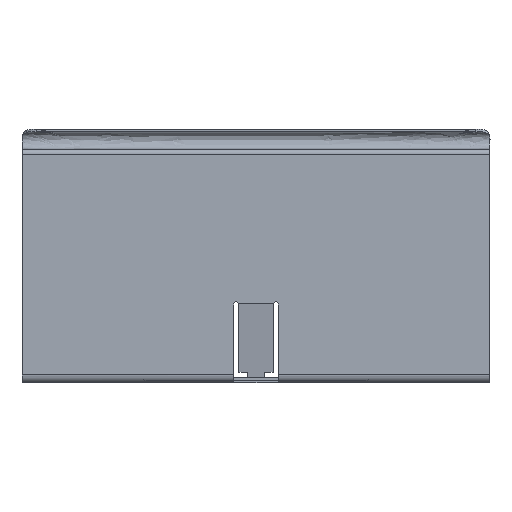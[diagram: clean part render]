
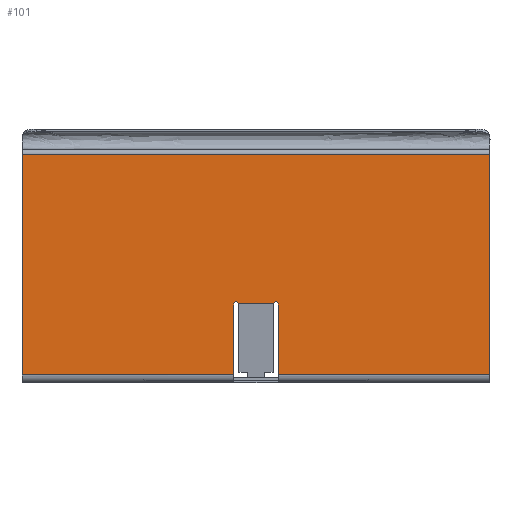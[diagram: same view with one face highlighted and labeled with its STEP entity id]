
A CAD part, front view. The second image highlights one B-rep face of the part: STEP entity #101.
In plain terms, the highlighted planar face has unit normal (0, -1, 0).
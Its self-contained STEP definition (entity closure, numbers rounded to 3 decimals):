
#101=ADVANCED_FACE('',(#287),#2820,.T.);
#287=FACE_OUTER_BOUND('',#473,.T.);
#473=EDGE_LOOP('',(#959,#960,#961,#962,#963,#964,#965,#966,#967,#968,#969,
#970,#971,#972));
#959=ORIENTED_EDGE('',*,*,#1695,.T.);
#960=ORIENTED_EDGE('',*,*,#1696,.T.);
#961=ORIENTED_EDGE('',*,*,#1697,.T.);
#962=ORIENTED_EDGE('',*,*,#1738,.T.);
#963=ORIENTED_EDGE('',*,*,#1698,.T.);
#964=ORIENTED_EDGE('',*,*,#1699,.T.);
#965=ORIENTED_EDGE('',*,*,#1700,.T.);
#966=ORIENTED_EDGE('',*,*,#1701,.T.);
#967=ORIENTED_EDGE('',*,*,#1692,.F.);
#968=ORIENTED_EDGE('',*,*,#1690,.F.);
#969=ORIENTED_EDGE('',*,*,#1702,.T.);
#970=ORIENTED_EDGE('',*,*,#1785,.T.);
#971=ORIENTED_EDGE('',*,*,#1789,.T.);
#972=ORIENTED_EDGE('',*,*,#1703,.T.);
#1690=EDGE_CURVE('',#2540,#2539,#2352,.T.);
#1692=EDGE_CURVE('',#2539,#2542,#2063,.T.);
#1695=EDGE_CURVE('',#2544,#2545,#2066,.T.);
#1696=EDGE_CURVE('',#2545,#2546,#2067,.T.);
#1697=EDGE_CURVE('',#2546,#2547,#2353,.T.);
#1698=EDGE_CURVE('',#2548,#2549,#2068,.T.);
#1699=EDGE_CURVE('',#2549,#2550,#2069,.T.);
#1700=EDGE_CURVE('',#2550,#2551,#2070,.T.);
#1701=EDGE_CURVE('',#2551,#2542,#2071,.T.);
#1702=EDGE_CURVE('',#2540,#2552,#2072,.T.);
#1703=EDGE_CURVE('',#2554,#2544,#2073,.T.);
#1738=EDGE_CURVE('',#2547,#2548,#2359,.T.);
#1785=EDGE_CURVE('',#2552,#2553,#2376,.T.);
#1789=EDGE_CURVE('',#2553,#2554,#2380,.T.);
#2063=B_SPLINE_CURVE_WITH_KNOTS('',1,(#5242,#5243),.UNSPECIFIED.,.F.,.F.,
(2,2),(-94.3,0.),.UNSPECIFIED.);
#2066=B_SPLINE_CURVE_WITH_KNOTS('',1,(#5248,#5249),.UNSPECIFIED.,.F.,.F.,
(2,2),(0.,15.),.UNSPECIFIED.);
#2067=B_SPLINE_CURVE_WITH_KNOTS('',1,(#5250,#5251),.UNSPECIFIED.,.F.,.F.,
(2,2),(0.,0.068),.UNSPECIFIED.);
#2068=B_SPLINE_CURVE_WITH_KNOTS('',1,(#5255,#5256),.UNSPECIFIED.,.F.,.F.,
(2,2),(-30.337,0.),.UNSPECIFIED.);
#2069=B_SPLINE_CURVE_WITH_KNOTS('',1,(#5257,#5258),.UNSPECIFIED.,.F.,.F.,
(2,2),(-90.5,0.),.UNSPECIFIED.);
#2070=B_SPLINE_CURVE_WITH_KNOTS('',1,(#5259,#5260),.UNSPECIFIED.,.F.,.F.,
(2,2),(-94.3,0.),.UNSPECIFIED.);
#2071=B_SPLINE_CURVE_WITH_KNOTS('',1,(#5261,#5262),.UNSPECIFIED.,.F.,.F.,
(2,2),(-200.,0.),.UNSPECIFIED.);
#2072=B_SPLINE_CURVE_WITH_KNOTS('',1,(#5263,#5264),.UNSPECIFIED.,.F.,.F.,
(2,2),(-30.337,0.),.UNSPECIFIED.);
#2073=B_SPLINE_CURVE_WITH_KNOTS('',1,(#5265,#5266),.UNSPECIFIED.,.F.,.F.,
(2,2),(0.,0.068),.UNSPECIFIED.);
#2352=(
BOUNDED_CURVE()
B_SPLINE_CURVE(1,(#5238,#5239),.UNSPECIFIED.,.F.,.F.)
B_SPLINE_CURVE_WITH_KNOTS((2,2),(0.,90.5),.UNSPECIFIED.)
CURVE()
GEOMETRIC_REPRESENTATION_ITEM()
RATIONAL_B_SPLINE_CURVE((1.,1.))
REPRESENTATION_ITEM('')
);
#2353=(
BOUNDED_CURVE()
B_SPLINE_CURVE(2,(#5252,#5253,#5254),.UNSPECIFIED.,.F.,.F.)
B_SPLINE_CURVE_WITH_KNOTS((3,3),(0.,1.199),.UNSPECIFIED.)
CURVE()
GEOMETRIC_REPRESENTATION_ITEM()
RATIONAL_B_SPLINE_CURVE((1.,0.825,1.))
REPRESENTATION_ITEM('')
);
#2359=(
BOUNDED_CURVE()
B_SPLINE_CURVE(2,(#5367,#5368,#5369),.UNSPECIFIED.,.F.,.F.)
B_SPLINE_CURVE_WITH_KNOTS((3,3),(0.,1.571),.UNSPECIFIED.)
CURVE()
GEOMETRIC_REPRESENTATION_ITEM()
RATIONAL_B_SPLINE_CURVE((1.,0.707,1.))
REPRESENTATION_ITEM('')
);
#2376=(
BOUNDED_CURVE()
B_SPLINE_CURVE(2,(#5541,#5542,#5543),.UNSPECIFIED.,.F.,.F.)
B_SPLINE_CURVE_WITH_KNOTS((3,3),(0.,1.571),.UNSPECIFIED.)
CURVE()
GEOMETRIC_REPRESENTATION_ITEM()
RATIONAL_B_SPLINE_CURVE((1.,0.707,1.))
REPRESENTATION_ITEM('')
);
#2380=(
BOUNDED_CURVE()
B_SPLINE_CURVE(2,(#5552,#5553,#5554),.UNSPECIFIED.,.F.,.F.)
B_SPLINE_CURVE_WITH_KNOTS((3,3),(0.,1.199),.UNSPECIFIED.)
CURVE()
GEOMETRIC_REPRESENTATION_ITEM()
RATIONAL_B_SPLINE_CURVE((1.,0.825,1.))
REPRESENTATION_ITEM('')
);
#2539=VERTEX_POINT('',#5115);
#2540=VERTEX_POINT('',#5116);
#2542=VERTEX_POINT('',#5118);
#2544=VERTEX_POINT('',#5120);
#2545=VERTEX_POINT('',#5121);
#2546=VERTEX_POINT('',#5122);
#2547=VERTEX_POINT('',#5123);
#2548=VERTEX_POINT('',#5124);
#2549=VERTEX_POINT('',#5125);
#2550=VERTEX_POINT('',#5126);
#2551=VERTEX_POINT('',#5127);
#2552=VERTEX_POINT('',#5128);
#2553=VERTEX_POINT('',#5129);
#2554=VERTEX_POINT('',#5130);
#2820=PLANE('',#2963);
#2963=AXIS2_PLACEMENT_3D('',#4578,#3071,$);
#3071=DIRECTION('',(0.,-1.,0.));
#4578=CARTESIAN_POINT('',(-174.12,-199.5,105.1));
#5115=CARTESIAN_POINT('',(-154.,-199.5,1.25));
#5116=CARTESIAN_POINT('',(-63.5,-199.5,1.25));
#5118=CARTESIAN_POINT('',(-154.,-199.5,95.55));
#5120=CARTESIAN_POINT('',(-61.5,-199.5,31.95));
#5121=CARTESIAN_POINT('',(-46.5,-199.5,31.95));
#5122=CARTESIAN_POINT('',(-46.432,-199.5,31.95));
#5123=CARTESIAN_POINT('',(-45.5,-199.5,32.587));
#5124=CARTESIAN_POINT('',(-44.5,-199.5,31.587));
#5125=CARTESIAN_POINT('',(-44.5,-199.5,1.25));
#5126=CARTESIAN_POINT('',(46.,-199.5,1.25));
#5127=CARTESIAN_POINT('',(46.,-199.5,95.55));
#5128=CARTESIAN_POINT('',(-63.5,-199.5,31.587));
#5129=CARTESIAN_POINT('',(-62.5,-199.5,32.587));
#5130=CARTESIAN_POINT('',(-61.568,-199.5,31.95));
#5238=CARTESIAN_POINT('',(-63.5,-199.5,1.25));
#5239=CARTESIAN_POINT('',(-154.,-199.5,1.25));
#5242=CARTESIAN_POINT('',(-154.,-199.5,1.25));
#5243=CARTESIAN_POINT('',(-154.,-199.5,95.55));
#5248=CARTESIAN_POINT('',(-61.5,-199.5,31.95));
#5249=CARTESIAN_POINT('',(-46.5,-199.5,31.95));
#5250=CARTESIAN_POINT('',(-46.5,-199.5,31.95));
#5251=CARTESIAN_POINT('',(-46.432,-199.5,31.95));
#5252=CARTESIAN_POINT('',(-46.432,-199.5,31.95));
#5253=CARTESIAN_POINT('',(-46.184,-199.5,32.587));
#5254=CARTESIAN_POINT('',(-45.5,-199.5,32.587));
#5255=CARTESIAN_POINT('',(-44.5,-199.5,31.587));
#5256=CARTESIAN_POINT('',(-44.5,-199.5,1.25));
#5257=CARTESIAN_POINT('',(-44.5,-199.5,1.25));
#5258=CARTESIAN_POINT('',(46.,-199.5,1.25));
#5259=CARTESIAN_POINT('',(46.,-199.5,1.25));
#5260=CARTESIAN_POINT('',(46.,-199.5,95.55));
#5261=CARTESIAN_POINT('',(46.,-199.5,95.55));
#5262=CARTESIAN_POINT('',(-154.,-199.5,95.55));
#5263=CARTESIAN_POINT('',(-63.5,-199.5,1.25));
#5264=CARTESIAN_POINT('',(-63.5,-199.5,31.587));
#5265=CARTESIAN_POINT('',(-61.568,-199.5,31.95));
#5266=CARTESIAN_POINT('',(-61.5,-199.5,31.95));
#5367=CARTESIAN_POINT('',(-45.5,-199.5,32.587));
#5368=CARTESIAN_POINT('',(-44.5,-199.5,32.587));
#5369=CARTESIAN_POINT('',(-44.5,-199.5,31.587));
#5541=CARTESIAN_POINT('',(-63.5,-199.5,31.587));
#5542=CARTESIAN_POINT('',(-63.5,-199.5,32.587));
#5543=CARTESIAN_POINT('',(-62.5,-199.5,32.587));
#5552=CARTESIAN_POINT('',(-62.5,-199.5,32.587));
#5553=CARTESIAN_POINT('',(-61.816,-199.5,32.587));
#5554=CARTESIAN_POINT('',(-61.568,-199.5,31.95));
